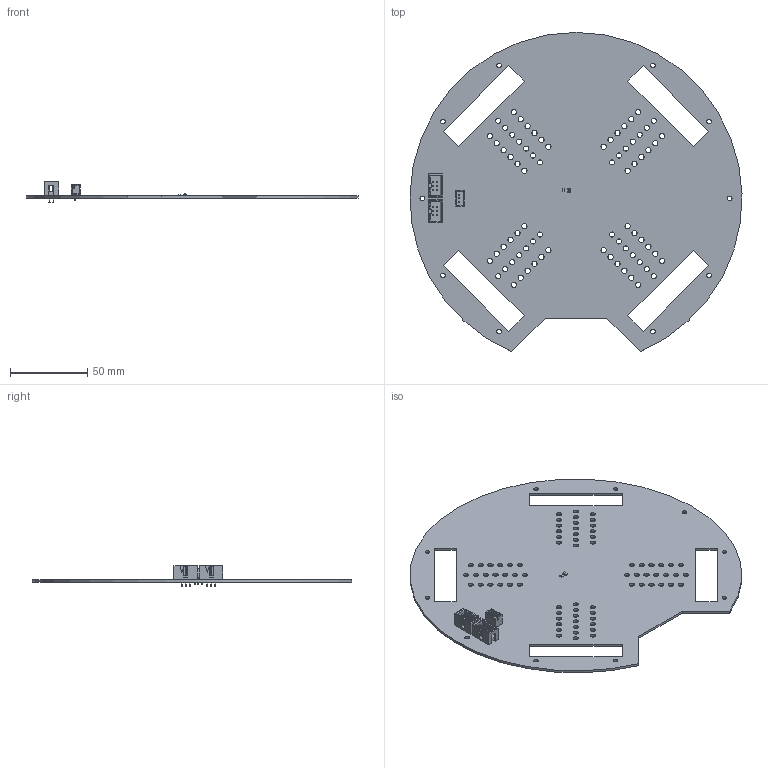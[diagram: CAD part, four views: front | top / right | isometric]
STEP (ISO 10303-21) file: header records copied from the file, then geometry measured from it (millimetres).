
FILE_DESCRIPTION(('KiCad electronic assembly'),'2;1');
FILE_NAME('Line PCB 2.4 3D Model','2023-07-22T11:05:06',('Pcbnew'),( 'Kicad'),'Open CASCADE STEP processor 7.6','KiCad to STEP converter' ,'Unknown');
FILE_SCHEMA(('AUTOMOTIVE_DESIGN { 1 0 10303 214 1 1 1 1 }'));
Length unit declared in the file: millimetre
Products named in the file (10): Line PCB 2 1; R_0805_2012Metric; SOLID; Box IDC header 2x3; B3B-XH-A_LF__SN_; COMPOUND; NXV55UNR; Line 2.4 PCB
Assembly tree (34 placements, depth 3):
  Line PCB 2 1
    R_0805_2012Metric  x25
      SOLID
    Box IDC header 2x3  x2
      SOLID
    B3B-XH-A_LF__SN_
      COMPOUND
    NXV55UNR
      COMPOUND
    Line 2.4 PCB
Bounding box: 214.92 x 206.62 x 13.41 mm (x, y, z)
Volume: 50067 mm3; surface area: 67238.9 mm2
Topology: 36 solids, 36 shells, 1192 faces, 3145 edges, 2031 vertices
Faces by surface type: plane 801, cylinder 371, sphere 20
Full cylindrical faces by diameter (mm): 0.89 x12, 1 x3, 3 x10, 3.3 x28, 3.4 x48
Entity records: 33453 total; most frequent: CARTESIAN_POINT 7071, DIRECTION 4773, LINE 3018, VECTOR 3018, ORIENTED_EDGE 2478, PCURVE 2478, DEFINITIONAL_REPRESENTATION 2478, EDGE_CURVE 1239
